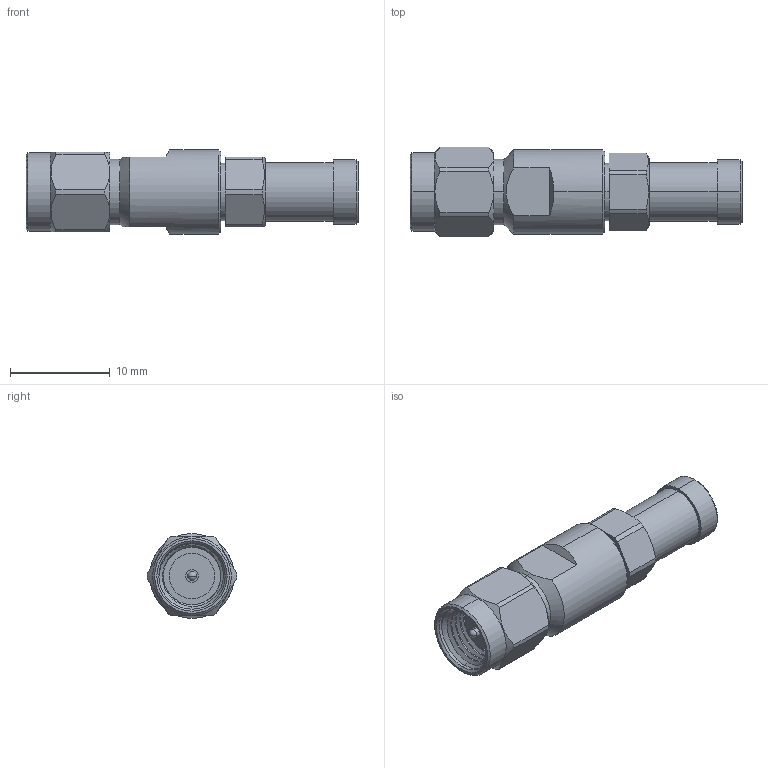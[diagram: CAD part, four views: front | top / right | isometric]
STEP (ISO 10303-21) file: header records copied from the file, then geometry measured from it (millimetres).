
FILE_DESCRIPTION (( 'STEP AP214' ), '1' );
FILE_NAME ('EZ-PT150-KM-SS(3190-6291).STEP', '2022-06-17T09:27:25', ( '001' ), ( '' ), 'SwSTEP 2.0', 'SolidWorks 2020', '' );
FILE_SCHEMA (( 'AUTOMOTIVE_DESIGN' ));
Length unit declared in the file: millimetre
Products named in the file (1): EZ-PT150-KM-SS(3190-6291)
Bounding box: 33.33 x 9 x 8.5 mm (x, y, z)
Volume: 1226.6 mm3; surface area: 1281.9 mm2
Topology: 1 solids, 1 shells, 112 faces, 270 edges, 171 vertices
Faces by surface type: cylinder 46, cone 32, plane 30, sphere 2, bspline 2
Entity records: 4033 total; most frequent: CARTESIAN_POINT 1447, DIRECTION 537, ORIENTED_EDGE 536, EDGE_CURVE 268, AXIS2_PLACEMENT_3D 221, VERTEX_POINT 171, EDGE_LOOP 125, FACE_OUTER_BOUND 112
